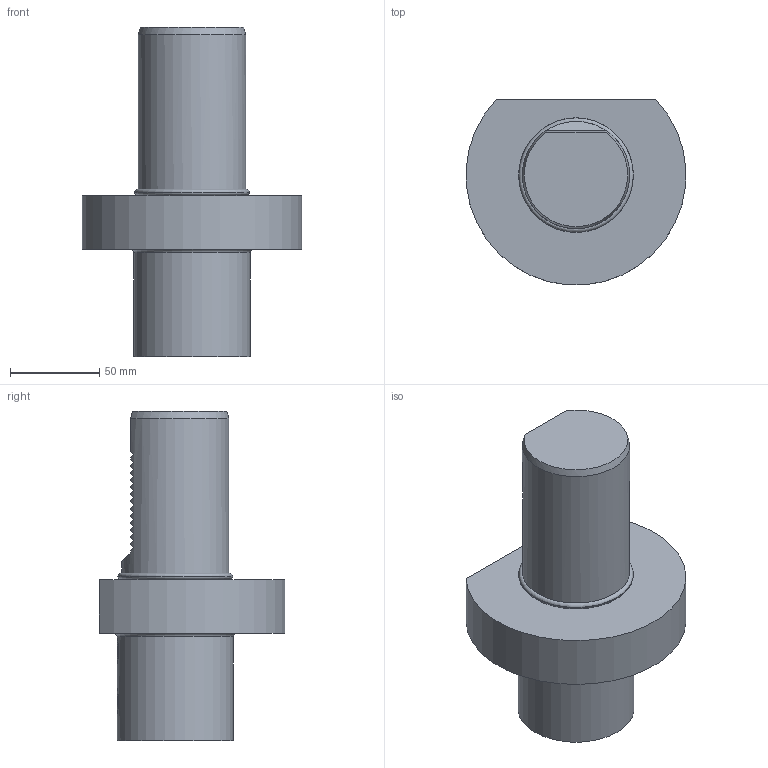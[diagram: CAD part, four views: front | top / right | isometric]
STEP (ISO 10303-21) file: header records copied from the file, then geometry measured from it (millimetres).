
FILE_DESCRIPTION (( 'STEP AP214' ), '1' );
FILE_NAME ('E160X40.STEP', '2025-07-29T14:42:49', ( '' ), ( '' ), 'SwSTEP 2.0', 'SolidWorks 2023', '' );
FILE_SCHEMA (( 'AUTOMOTIVE_DESIGN' ));
Length unit declared in the file: millimetre
Products named in the file (1): E160X40
Bounding box: 122.69 x 103.77 x 184 mm (x, y, z)
Volume: 686091.1 mm3; surface area: 72786.6 mm2
Topology: 1 solids, 1 shells, 296 faces, 748 edges, 489 vertices
Faces by surface type: plane 202, cylinder 49, bspline 32, cone 9, torus 4
Full cylindrical faces by diameter (mm): 1.7 x1, 2.1 x1, 6.366 x1, 40 x2, 60 x2, 64.194 x1, 65 x1
Entity records: 13226 total; most frequent: CARTESIAN_POINT 4439, ORIENTED_EDGE 1446, DIRECTION 1200, EDGE_CURVE 723, VECTOR 488, LINE 488, VERTEX_POINT 481, AXIS2_PLACEMENT_3D 356
